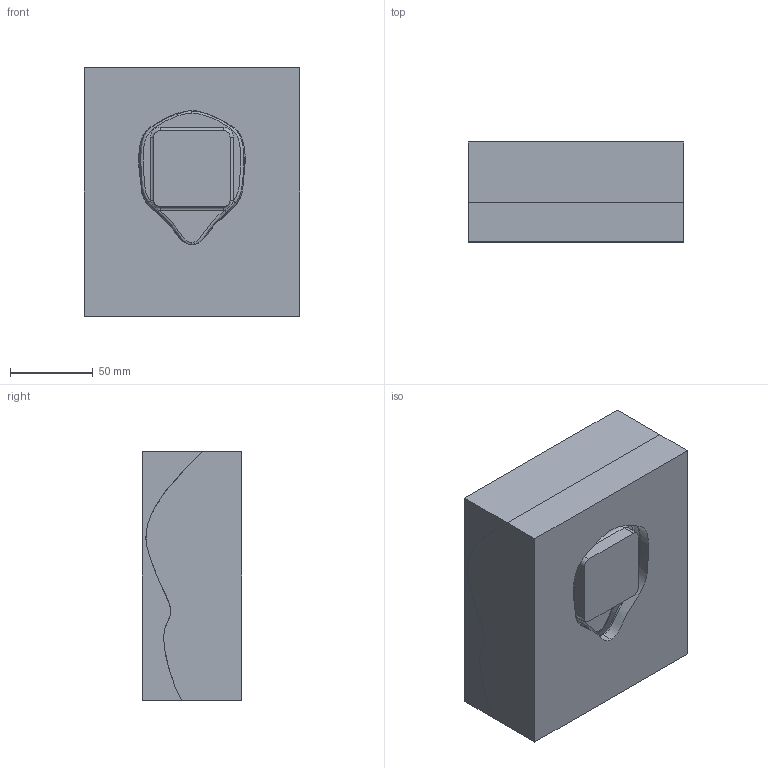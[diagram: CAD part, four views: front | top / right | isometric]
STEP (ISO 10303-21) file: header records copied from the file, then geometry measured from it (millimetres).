
FILE_DESCRIPTION (( 'STEP AP203' ), '1' );
FILE_NAME ('MontanaMask mold.STEP', '2020-03-24T22:08:30', ( '' ), ( '' ), 'SwSTEP 2.0', 'SolidWorks 2018', '' );
FILE_SCHEMA (( 'CONFIG_CONTROL_DESIGN' ));
Length unit declared in the file: millimetre
Products named in the file (1): MontanaMask mold
Bounding box: 130 x 60 x 150 mm (x, y, z)
Volume: 1121523.3 mm3; surface area: 123889.6 mm2
Topology: 2 solids, 2 shells, 49 faces, 125 edges, 81 vertices
Faces by surface type: plane 21, bspline 16, cylinder 8, torus 4
Entity records: 15726 total; most frequent: CARTESIAN_POINT 14580, ORIENTED_EDGE 250, DIRECTION 174, EDGE_CURVE 125, VERTEX_POINT 81, AXIS2_PLACEMENT_3D 60, LINE 54, VECTOR 54
